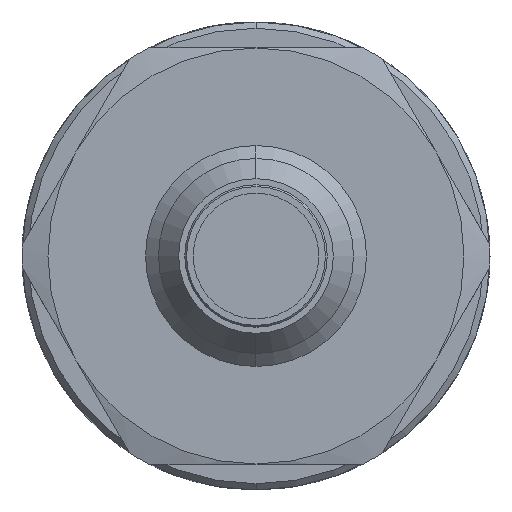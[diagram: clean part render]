
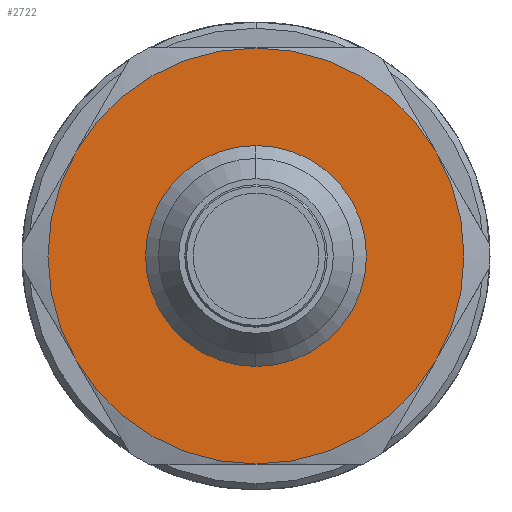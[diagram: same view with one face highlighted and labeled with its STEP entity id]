
A CAD part, left-side view. The second image highlights one B-rep face of the part: STEP entity #2722.
In plain terms, the highlighted planar face has unit normal (-1, 0, 0).
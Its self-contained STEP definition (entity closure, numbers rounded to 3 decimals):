
#21 = EDGE_CURVE ( 'NONE', #8494, #7576, #7646, .T. ) ;
#134 = DIRECTION ( 'NONE',  ( 0., 0., -1. ) ) ;
#571 = AXIS2_PLACEMENT_3D ( 'NONE', #8768, #5500, #1507 ) ;
#808 = CIRCLE ( 'NONE', #5959, 12.789 ) ;
#810 = DIRECTION ( 'NONE',  ( 0., 0., -1. ) ) ;
#1070 = DIRECTION ( 'NONE',  ( 0., 0., -1. ) ) ;
#1412 = PLANE ( 'NONE',  #9278 ) ;
#1439 = EDGE_CURVE ( 'NONE', #8944, #3711, #4464, .T. ) ;
#1507 = DIRECTION ( 'NONE',  ( 0., 0., -1. ) ) ;
#1634 = DIRECTION ( 'NONE',  ( 1., 0., 0. ) ) ;
#1641 = AXIS2_PLACEMENT_3D ( 'NONE', #2086, #8846, #4676 ) ;
#1940 = EDGE_CURVE ( 'NONE', #7576, #8494, #808, .T. ) ;
#1995 = CARTESIAN_POINT ( 'NONE',  ( 19.304, 422.176, 0. ) ) ;
#2006 = VERTEX_POINT ( 'NONE', #9190 ) ;
#2010 = AXIS2_PLACEMENT_3D ( 'NONE', #8969, #9033, #4017 ) ;
#2086 = CARTESIAN_POINT ( 'NONE',  ( 19.304, 422.176, 0. ) ) ;
#2167 = ORIENTED_EDGE ( 'NONE', *, *, #4470, .F. ) ;
#2219 = EDGE_LOOP ( 'NONE', ( #10701, #6841 ) ) ;
#2456 = CARTESIAN_POINT ( 'NONE',  ( 19.304, 422.176, -25.4 ) ) ;
#2549 = DIRECTION ( 'NONE',  ( 1., 0., 0. ) ) ;
#2708 = DIRECTION ( 'NONE',  ( 1., 0., 0. ) ) ;
#2722 = ADVANCED_FACE ( 'NONE', ( #8413, #4211 ), #1412, .F. ) ;
#2822 = CARTESIAN_POINT ( 'NONE',  ( 19.304, 444.173, 12.7 ) ) ;
#3230 = VERTEX_POINT ( 'NONE', #3727 ) ;
#3602 = AXIS2_PLACEMENT_3D ( 'NONE', #6392, #5613, #3944 ) ;
#3711 = VERTEX_POINT ( 'NONE', #5685 ) ;
#3727 = CARTESIAN_POINT ( 'NONE',  ( 19.304, 444.173, -12.7 ) ) ;
#3944 = DIRECTION ( 'NONE',  ( 0., 0., -1. ) ) ;
#4017 = DIRECTION ( 'NONE',  ( 0., 0., -1. ) ) ;
#4102 = ORIENTED_EDGE ( 'NONE', *, *, #7209, .F. ) ;
#4181 = AXIS2_PLACEMENT_3D ( 'NONE', #9948, #1634, #810 ) ;
#4211 = FACE_BOUND ( 'NONE', #2219, .T. ) ;
#4247 = CIRCLE ( 'NONE', #2010, 25.4 ) ;
#4328 = VERTEX_POINT ( 'NONE', #2822 ) ;
#4331 = CARTESIAN_POINT ( 'NONE',  ( 19.304, 422.176, 25.4 ) ) ;
#4338 = CIRCLE ( 'NONE', #571, 25.4 ) ;
#4464 = CIRCLE ( 'NONE', #3602, 25.4 ) ;
#4470 = EDGE_CURVE ( 'NONE', #3711, #2006, #8219, .T. ) ;
#4676 = DIRECTION ( 'NONE',  ( 0., 0., -1. ) ) ;
#4737 = CIRCLE ( 'NONE', #1641, 25.4 ) ;
#4803 = DIRECTION ( 'NONE',  ( 0., 0., -1. ) ) ;
#5191 = CARTESIAN_POINT ( 'NONE',  ( 19.304, 422.176, 0. ) ) ;
#5330 = ORIENTED_EDGE ( 'NONE', *, *, #6461, .F. ) ;
#5470 = AXIS2_PLACEMENT_3D ( 'NONE', #1995, #2708, #1070 ) ;
#5500 = DIRECTION ( 'NONE',  ( 1., 0., 0. ) ) ;
#5540 = CIRCLE ( 'NONE', #4181, 25.4 ) ;
#5613 = DIRECTION ( 'NONE',  ( 1., 0., 0. ) ) ;
#5685 = CARTESIAN_POINT ( 'NONE',  ( 19.304, 400.179, 12.7 ) ) ;
#5705 = ORIENTED_EDGE ( 'NONE', *, *, #10665, .F. ) ;
#5759 = CARTESIAN_POINT ( 'NONE',  ( 19.304, 0., 0. ) ) ;
#5807 = DIRECTION ( 'NONE',  ( 1., 0., 0. ) ) ;
#5959 = AXIS2_PLACEMENT_3D ( 'NONE', #10622, #8011, #4803 ) ;
#6392 = CARTESIAN_POINT ( 'NONE',  ( 19.304, 422.176, 0. ) ) ;
#6444 = ORIENTED_EDGE ( 'NONE', *, *, #10724, .F. ) ;
#6461 = EDGE_CURVE ( 'NONE', #3230, #4328, #4247, .T. ) ;
#6542 = DIRECTION ( 'NONE',  ( 0., 0., -1. ) ) ;
#6841 = ORIENTED_EDGE ( 'NONE', *, *, #1940, .T. ) ;
#7115 = VERTEX_POINT ( 'NONE', #2456 ) ;
#7122 = EDGE_LOOP ( 'NONE', ( #6444, #4102, #2167, #8019, #5705, #5330 ) ) ;
#7209 = EDGE_CURVE ( 'NONE', #2006, #7115, #5540, .T. ) ;
#7576 = VERTEX_POINT ( 'NONE', #10761 ) ;
#7646 = CIRCLE ( 'NONE', #5470, 12.789 ) ;
#7834 = AXIS2_PLACEMENT_3D ( 'NONE', #5191, #2549, #134 ) ;
#8011 = DIRECTION ( 'NONE',  ( 1., 0., 0. ) ) ;
#8019 = ORIENTED_EDGE ( 'NONE', *, *, #1439, .F. ) ;
#8219 = CIRCLE ( 'NONE', #7834, 25.4 ) ;
#8413 = FACE_OUTER_BOUND ( 'NONE', #7122, .T. ) ;
#8494 = VERTEX_POINT ( 'NONE', #8557 ) ;
#8557 = CARTESIAN_POINT ( 'NONE',  ( 19.304, 422.176, -12.789 ) ) ;
#8768 = CARTESIAN_POINT ( 'NONE',  ( 19.304, 422.176, 0. ) ) ;
#8846 = DIRECTION ( 'NONE',  ( 1., 0., 0. ) ) ;
#8944 = VERTEX_POINT ( 'NONE', #4331 ) ;
#8969 = CARTESIAN_POINT ( 'NONE',  ( 19.304, 422.176, 0. ) ) ;
#9033 = DIRECTION ( 'NONE',  ( 1., 0., 0. ) ) ;
#9190 = CARTESIAN_POINT ( 'NONE',  ( 19.304, 400.179, -12.7 ) ) ;
#9278 = AXIS2_PLACEMENT_3D ( 'NONE', #5759, #5807, #6542 ) ;
#9948 = CARTESIAN_POINT ( 'NONE',  ( 19.304, 422.176, 0. ) ) ;
#10622 = CARTESIAN_POINT ( 'NONE',  ( 19.304, 422.176, 0. ) ) ;
#10665 = EDGE_CURVE ( 'NONE', #4328, #8944, #4737, .T. ) ;
#10701 = ORIENTED_EDGE ( 'NONE', *, *, #21, .T. ) ;
#10724 = EDGE_CURVE ( 'NONE', #7115, #3230, #4338, .T. ) ;
#10761 = CARTESIAN_POINT ( 'NONE',  ( 19.304, 422.176, 12.789 ) ) ;
